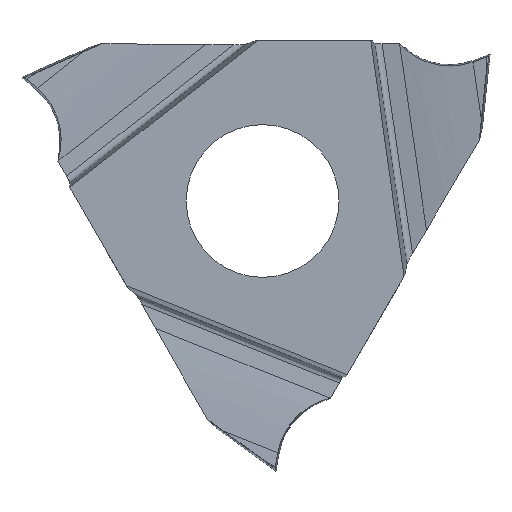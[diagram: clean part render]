
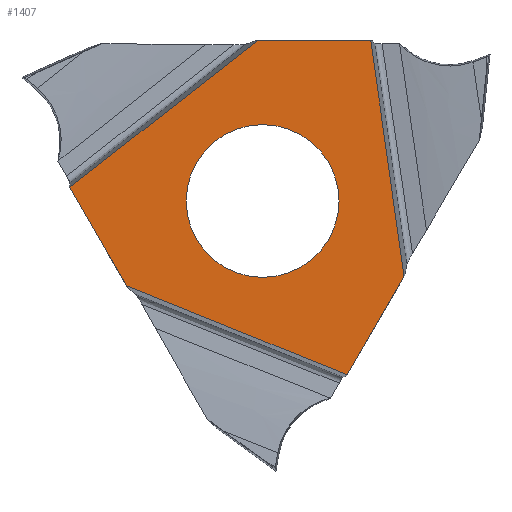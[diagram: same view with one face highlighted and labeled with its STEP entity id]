
A CAD part, left-side view. The second image highlights one B-rep face of the part: STEP entity #1407.
In plain terms, the highlighted planar face has unit normal (-1, 0, 0).
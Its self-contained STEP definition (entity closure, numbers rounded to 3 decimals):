
#19=DIRECTION('',(0.,-1.,0.));
#20=VECTOR('',#19,3.343);
#21=CARTESIAN_POINT('',(-3.18,0.154,4.72));
#22=LINE('',#21,#20);
#27=DIRECTION('',(0.,-0.139,-0.99));
#28=VECTOR('',#27,7.015);
#29=CARTESIAN_POINT('',(-3.18,-3.188,4.72));
#30=LINE('',#29,#28);
#34=DIRECTION('',(0.,0.5,-0.866));
#35=VECTOR('',#34,3.343);
#36=CARTESIAN_POINT('',(-3.18,-4.165,-2.226));
#37=LINE('',#36,#35);
#41=DIRECTION('',(0.,0.927,0.375));
#42=VECTOR('',#41,7.015);
#43=CARTESIAN_POINT('',(-3.18,-2.493,-5.121));
#44=LINE('',#43,#42);
#48=DIRECTION('',(0.,0.5,0.866));
#49=VECTOR('',#48,3.343);
#50=CARTESIAN_POINT('',(-3.18,4.011,-2.494));
#51=LINE('',#50,#49);
#55=DIRECTION('',(0.,-0.788,0.616));
#56=VECTOR('',#55,7.015);
#57=CARTESIAN_POINT('',(-3.18,5.682,0.401));
#58=LINE('',#57,#56);
#62=CARTESIAN_POINT('',(-3.18,0.,0.));
#63=DIRECTION('',(-1.,0.,0.));
#64=DIRECTION('',(0.,0.866,0.5));
#65=AXIS2_PLACEMENT_3D('',#62,#63,#64);
#70=CARTESIAN_POINT('',(-3.18,0.,0.));
#71=DIRECTION('',(-1.,0.,0.));
#72=DIRECTION('',(0.,-0.866,-0.5));
#73=AXIS2_PLACEMENT_3D('',#70,#71,#72);
#1234=CARTESIAN_POINT('',(-3.18,1.949,1.125));
#1235=CARTESIAN_POINT('',(-3.18,-1.949,-1.125));
#1236=VERTEX_POINT('',#1234);
#1237=VERTEX_POINT('',#1235);
#1292=CARTESIAN_POINT('',(-3.18,-3.188,4.72));
#1293=CARTESIAN_POINT('',(-3.18,-4.165,-2.226));
#1294=VERTEX_POINT('',#1292);
#1295=VERTEX_POINT('',#1293);
#1296=CARTESIAN_POINT('',(-3.18,-2.493,-5.121));
#1297=CARTESIAN_POINT('',(-3.18,4.011,-2.494));
#1298=VERTEX_POINT('',#1296);
#1299=VERTEX_POINT('',#1297);
#1300=CARTESIAN_POINT('',(-3.18,5.682,0.401));
#1301=CARTESIAN_POINT('',(-3.18,0.154,4.72));
#1302=VERTEX_POINT('',#1300);
#1303=VERTEX_POINT('',#1301);
#1382=CARTESIAN_POINT('',(-3.18,0.,0.));
#1383=DIRECTION('',(-1.,0.,0.));
#1384=DIRECTION('',(0.,0.5,-0.866));
#1385=AXIS2_PLACEMENT_3D('',#1382,#1383,#1384);
#1386=PLANE('',#1385);
#1388=ORIENTED_EDGE('',*,*,#1387,.T.);
#1390=ORIENTED_EDGE('',*,*,#1389,.T.);
#1392=ORIENTED_EDGE('',*,*,#1391,.T.);
#1394=ORIENTED_EDGE('',*,*,#1393,.T.);
#1396=ORIENTED_EDGE('',*,*,#1395,.T.);
#1398=ORIENTED_EDGE('',*,*,#1397,.T.);
#1399=EDGE_LOOP('',(#1388,#1390,#1392,#1394,#1396,#1398));
#1400=FACE_OUTER_BOUND('',#1399,.F.);
#1402=ORIENTED_EDGE('',*,*,#1401,.T.);
#1404=ORIENTED_EDGE('',*,*,#1403,.T.);
#1405=EDGE_LOOP('',(#1402,#1404));
#1406=FACE_BOUND('',#1405,.F.);
#66=CIRCLE('',#65,2.25);
#74=CIRCLE('',#73,2.25);
#1387=EDGE_CURVE('',#1303,#1294,#22,.T.);
#1389=EDGE_CURVE('',#1294,#1295,#30,.T.);
#1391=EDGE_CURVE('',#1295,#1298,#37,.T.);
#1393=EDGE_CURVE('',#1298,#1299,#44,.T.);
#1395=EDGE_CURVE('',#1299,#1302,#51,.T.);
#1397=EDGE_CURVE('',#1302,#1303,#58,.T.);
#1401=EDGE_CURVE('',#1236,#1237,#66,.T.);
#1403=EDGE_CURVE('',#1237,#1236,#74,.T.);
#1407=ADVANCED_FACE('',(#1400,#1406),#1386,.T.);
